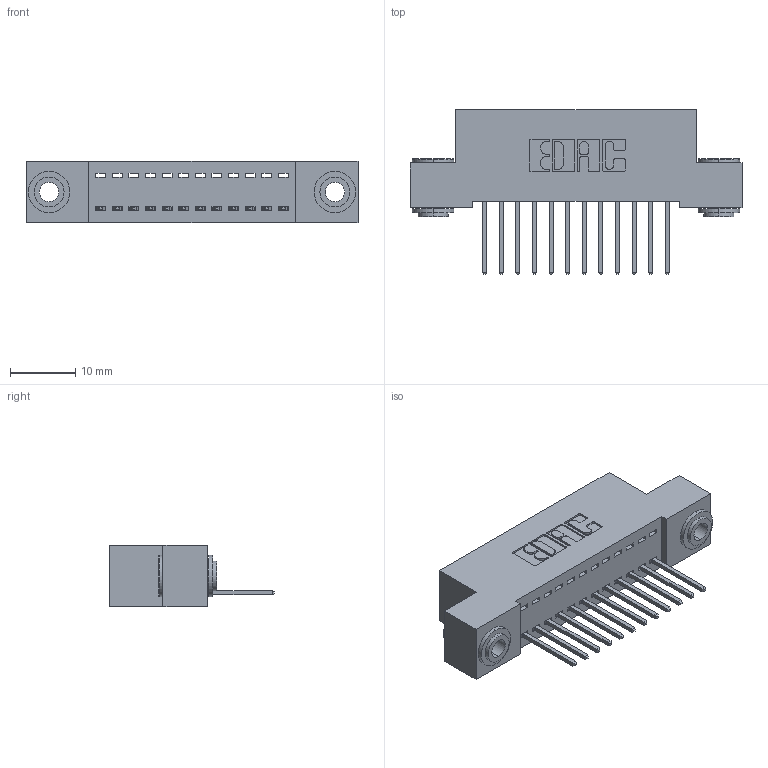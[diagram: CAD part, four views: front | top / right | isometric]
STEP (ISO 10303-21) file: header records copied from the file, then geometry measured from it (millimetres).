
FILE_DESCRIPTION (( 'STEP AP203' ), '1' );
FILE_NAME ('342-012-523-103.STEP', '2018-08-10T15:04:18', ( '' ), ( '' ), 'SwSTEP 2.0', 'SolidWorks 2016', '' );
FILE_SCHEMA (( 'CONFIG_CONTROL_DESIGN' ));
Length unit declared in the file: inch
Products named in the file (4): 342-250-002_345-250-002-102; 342-012-523-103; 342 Part_.156 TH; 345-292-001_345-293-123
Assembly tree (15 placements, depth 2):
  342-012-523-103
    342 Part_.156 TH
    345-292-001_345-293-123  x12
    342-250-002_345-250-002-102  x2
Bounding box: 50.8 x 25.15 x 9.4 mm (x, y, z)
Volume: 4361.8 mm3; surface area: 6082.6 mm2
Topology: 15 solids, 15 shells, 844 faces, 2487 edges, 1638 vertices
Faces by surface type: plane 580, cylinder 256, cone 8
Entity records: 11752 total; most frequent: CARTESIAN_POINT 2009, ORIENTED_EDGE 1950, DIRECTION 1789, EDGE_CURVE 975, LINE 823, VECTOR 823, VERTEX_POINT 646, AXIS2_PLACEMENT_3D 483
